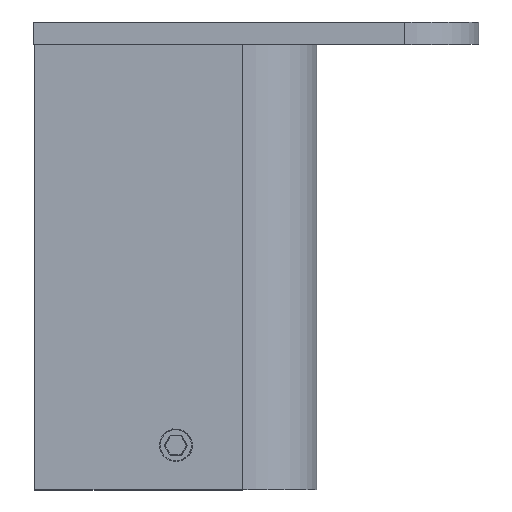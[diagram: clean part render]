
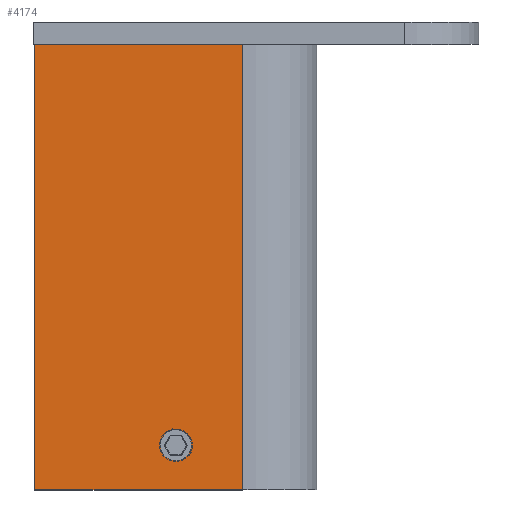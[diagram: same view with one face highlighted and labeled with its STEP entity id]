
A CAD part, top view. The second image highlights one B-rep face of the part: STEP entity #4174.
In plain terms, the highlighted planar face has unit normal (0, 0, 1).
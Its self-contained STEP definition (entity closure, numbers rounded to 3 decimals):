
#210 = DIRECTION ( 'NONE',  ( 1., 0., 0. ) ) ;
#437 = CARTESIAN_POINT ( 'NONE',  ( -19., 60., 10. ) ) ;
#566 = VERTEX_POINT ( 'NONE', #2269 ) ;
#747 = ORIENTED_EDGE ( 'NONE', *, *, #6063, .F. ) ;
#940 = EDGE_CURVE ( 'NONE', #7786, #8288, #8498, .T. ) ;
#1057 = FACE_OUTER_BOUND ( 'NONE', #8127, .T. ) ;
#1104 = FACE_BOUND ( 'NONE', #5880, .T. ) ;
#1579 = CARTESIAN_POINT ( 'NONE',  ( -19., 60., 10. ) ) ;
#1648 = CARTESIAN_POINT ( 'NONE',  ( 9., 60., 10. ) ) ;
#1765 = LINE ( 'NONE', #7287, #8179 ) ;
#1936 = ORIENTED_EDGE ( 'NONE', *, *, #5226, .F. ) ;
#2182 = VERTEX_POINT ( 'NONE', #6386 ) ;
#2269 = CARTESIAN_POINT ( 'NONE',  ( 2.1, 6., 10. ) ) ;
#2296 = ORIENTED_EDGE ( 'NONE', *, *, #8646, .F. ) ;
#2496 = CARTESIAN_POINT ( 'NONE',  ( 0., 6., 10. ) ) ;
#2778 = CARTESIAN_POINT ( 'NONE',  ( -2.1, 6., 10. ) ) ;
#2807 = VECTOR ( 'NONE', #3942, 1000. ) ;
#3131 = EDGE_CURVE ( 'NONE', #2182, #5433, #8295, .T. ) ;
#3182 = DIRECTION ( 'NONE',  ( 0., 0., -1. ) ) ;
#3312 = CARTESIAN_POINT ( 'NONE',  ( -19., 0., 10. ) ) ;
#3580 = EDGE_CURVE ( 'NONE', #8288, #2182, #1765, .T. ) ;
#3771 = PLANE ( 'NONE',  #7904 ) ;
#3814 = DIRECTION ( 'NONE',  ( -1., 0., 0. ) ) ;
#3916 = AXIS2_PLACEMENT_3D ( 'NONE', #4173, #6367, #210 ) ;
#3942 = DIRECTION ( 'NONE',  ( 0., 1., 0. ) ) ;
#3996 = DIRECTION ( 'NONE',  ( 0., -1., 0. ) ) ;
#4173 = CARTESIAN_POINT ( 'NONE',  ( 0., 6., 10. ) ) ;
#4174 = ADVANCED_FACE ( 'Plocha2', ( #1057, #1104 ), #3771, .F. ) ;
#4407 = VECTOR ( 'NONE', #7814, 1000. ) ;
#5226 = EDGE_CURVE ( 'NONE', #566, #7852, #8372, .T. ) ;
#5293 = CARTESIAN_POINT ( 'NONE',  ( -19., 60., 10. ) ) ;
#5433 = VERTEX_POINT ( 'NONE', #3312 ) ;
#5627 = CARTESIAN_POINT ( 'NONE',  ( -19., 0., 10. ) ) ;
#5880 = EDGE_LOOP ( 'NONE', ( #1936, #747 ) ) ;
#6057 = LINE ( 'NONE', #5293, #2807 ) ;
#6063 = EDGE_CURVE ( 'NONE', #7852, #566, #8227, .T. ) ;
#6121 = CARTESIAN_POINT ( 'NONE',  ( -19., 60., 10. ) ) ;
#6160 = ORIENTED_EDGE ( 'NONE', *, *, #940, .F. ) ;
#6367 = DIRECTION ( 'NONE',  ( 0., 0., 1. ) ) ;
#6386 = CARTESIAN_POINT ( 'NONE',  ( 9., 0., 10. ) ) ;
#6477 = DIRECTION ( 'NONE',  ( 0., 0., 1. ) ) ;
#6618 = ORIENTED_EDGE ( 'NONE', *, *, #3131, .F. ) ;
#6796 = VECTOR ( 'NONE', #8439, 1000. ) ;
#7287 = CARTESIAN_POINT ( 'NONE',  ( 9., 60., 10. ) ) ;
#7348 = AXIS2_PLACEMENT_3D ( 'NONE', #2496, #6477, #8559 ) ;
#7370 = ORIENTED_EDGE ( 'NONE', *, *, #3580, .F. ) ;
#7786 = VERTEX_POINT ( 'NONE', #6121 ) ;
#7814 = DIRECTION ( 'NONE',  ( 1., 0., 0. ) ) ;
#7852 = VERTEX_POINT ( 'NONE', #2778 ) ;
#7904 = AXIS2_PLACEMENT_3D ( 'NONE', #437, #3182, #3814 ) ;
#8127 = EDGE_LOOP ( 'NONE', ( #7370, #6160, #2296, #6618 ) ) ;
#8179 = VECTOR ( 'NONE', #3996, 1000. ) ;
#8227 = CIRCLE ( 'NONE', #3916, 2.1 ) ;
#8288 = VERTEX_POINT ( 'NONE', #1648 ) ;
#8295 = LINE ( 'NONE', #5627, #6796 ) ;
#8372 = CIRCLE ( 'NONE', #7348, 2.1 ) ;
#8439 = DIRECTION ( 'NONE',  ( -1., 0., 0. ) ) ;
#8498 = LINE ( 'NONE', #1579, #4407 ) ;
#8559 = DIRECTION ( 'NONE',  ( 1., 0., 0. ) ) ;
#8646 = EDGE_CURVE ( 'NONE', #5433, #7786, #6057, .T. ) ;
